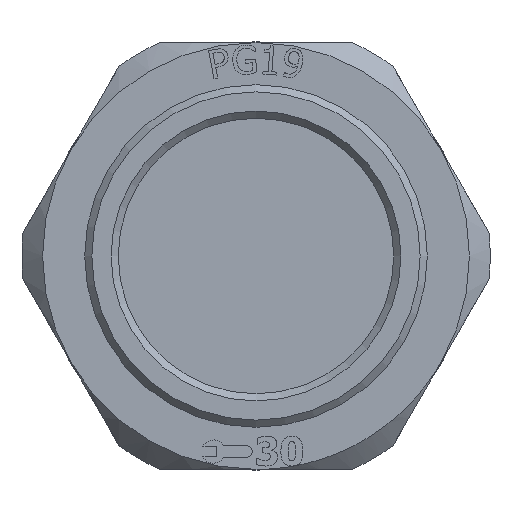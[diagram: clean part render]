
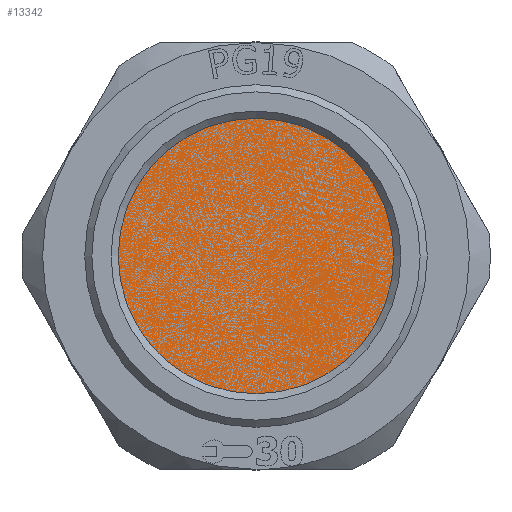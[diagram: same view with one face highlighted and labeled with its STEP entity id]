
A CAD part, front view. The second image highlights one B-rep face of the part: STEP entity #13342.
In plain terms, the highlighted planar face has unit normal (0, -1, 0).
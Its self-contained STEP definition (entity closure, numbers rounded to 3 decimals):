
#3927=FACE_OUTER_BOUND('',#4615,.T.);
#4615=EDGE_LOOP('',(#12475));
#5195=CIRCLE('',#14437,12.);
#6549=VERTEX_POINT('',#27501);
#8525=EDGE_CURVE('',#6549,#6549,#5195,.T.);
#12475=ORIENTED_EDGE('',*,*,#8525,.T.);
#12685=PLANE('',#14436);
#13342=ADVANCED_FACE('',(#3927),#12685,.T.);
#14436=AXIS2_PLACEMENT_3D('',#27500,#17287,#17288);
#14437=AXIS2_PLACEMENT_3D('',#27502,#17289,#17290);
#17287=DIRECTION('center_axis',(0.,-1.,0.));
#17288=DIRECTION('ref_axis',(0.,0.,-1.));
#17289=DIRECTION('center_axis',(0.,-1.,0.));
#17290=DIRECTION('ref_axis',(0.,0.,1.));
#27500=CARTESIAN_POINT('Origin',(-6.25,-6.,0.));
#27501=CARTESIAN_POINT('',(5.75,-6.,0.));
#27502=CARTESIAN_POINT('Origin',(-6.25,-6.,0.));
